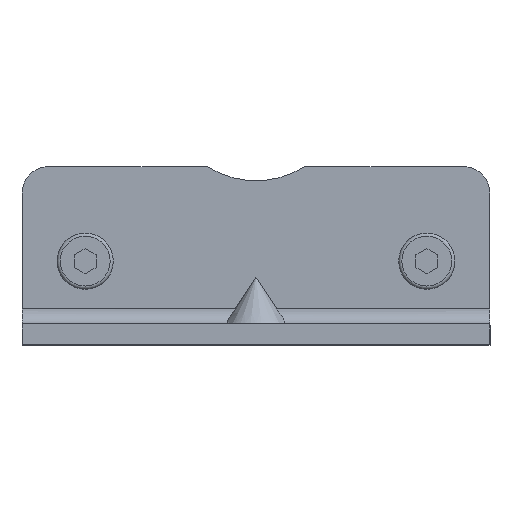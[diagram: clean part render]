
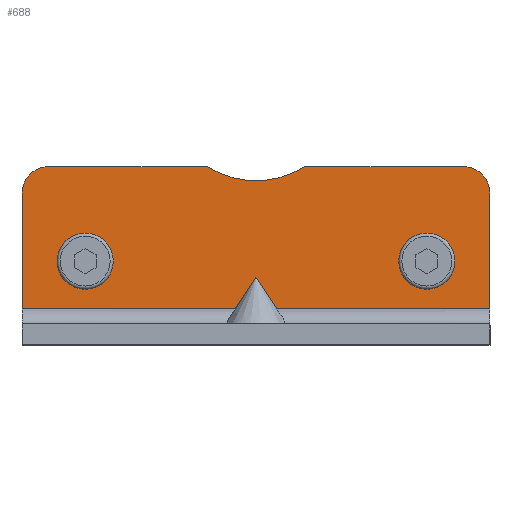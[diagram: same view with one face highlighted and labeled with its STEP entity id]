
A CAD part, top view. The second image highlights one B-rep face of the part: STEP entity #688.
In plain terms, the highlighted planar face has unit normal (0, 0, 1).
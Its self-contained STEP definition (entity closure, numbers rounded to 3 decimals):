
#53=PLANE('',#762);
#100=LINE('',#1099,#166);
#101=LINE('',#1101,#167);
#118=LINE('',#1146,#184);
#119=LINE('',#1150,#185);
#120=LINE('',#1154,#186);
#121=LINE('',#1155,#187);
#122=LINE('',#1156,#188);
#123=LINE('',#1157,#189);
#166=VECTOR('',#887,1000.);
#167=VECTOR('',#888,1000.);
#184=VECTOR('',#933,1000.);
#185=VECTOR('',#938,1000.);
#186=VECTOR('',#943,1000.);
#187=VECTOR('',#944,1000.);
#188=VECTOR('',#945,1000.);
#189=VECTOR('',#946,1000.);
#331=ORIENTED_EDGE('',*,*,#453,.T.);
#332=ORIENTED_EDGE('',*,*,#374,.T.);
#333=ORIENTED_EDGE('',*,*,#454,.T.);
#334=ORIENTED_EDGE('',*,*,#451,.F.);
#335=ORIENTED_EDGE('',*,*,#426,.T.);
#336=ORIENTED_EDGE('',*,*,#425,.F.);
#337=ORIENTED_EDGE('',*,*,#449,.F.);
#338=ORIENTED_EDGE('',*,*,#455,.F.);
#339=ORIENTED_EDGE('',*,*,#370,.T.);
#340=ORIENTED_EDGE('',*,*,#456,.T.);
#341=ORIENTED_EDGE('',*,*,#421,.F.);
#342=ORIENTED_EDGE('',*,*,#417,.T.);
#343=ORIENTED_EDGE('',*,*,#414,.T.);
#370=EDGE_CURVE('',#460,#459,#521,.T.);
#374=EDGE_CURVE('',#464,#463,#523,.T.);
#414=EDGE_CURVE('',#491,#491,#526,.T.);
#417=EDGE_CURVE('',#494,#494,#529,.T.);
#421=EDGE_CURVE('',#498,#496,#531,.T.);
#425=EDGE_CURVE('',#502,#503,#100,.T.);
#426=EDGE_CURVE('',#500,#503,#101,.T.);
#449=EDGE_CURVE('',#518,#502,#118,.T.);
#451=EDGE_CURVE('',#500,#519,#119,.T.);
#453=EDGE_CURVE('',#498,#464,#120,.T.);
#454=EDGE_CURVE('',#463,#519,#121,.T.);
#455=EDGE_CURVE('',#460,#518,#122,.T.);
#456=EDGE_CURVE('',#459,#496,#123,.T.);
#459=VERTEX_POINT('',#965);
#460=VERTEX_POINT('',#967);
#463=VERTEX_POINT('',#974);
#464=VERTEX_POINT('',#976);
#491=VERTEX_POINT('',#1060);
#494=VERTEX_POINT('',#1069);
#496=VERTEX_POINT('',#1073);
#498=VERTEX_POINT('',#1077);
#500=VERTEX_POINT('',#1088);
#502=VERTEX_POINT('',#1098);
#503=VERTEX_POINT('',#1100);
#518=VERTEX_POINT('',#1147);
#519=VERTEX_POINT('',#1151);
#521=CIRCLE('',#710,4.318);
#523=CIRCLE('',#713,4.318);
#526=CIRCLE('',#733,4.572);
#529=CIRCLE('',#739,4.572);
#531=CIRCLE('',#742,14.732);
#586=EDGE_LOOP('',(#331,#332,#333,#334,#335,#336,#337,#338,#339,#340,#341));
#587=EDGE_LOOP('',(#342));
#588=EDGE_LOOP('',(#343));
#638=FACE_BOUND('',#586,.T.);
#639=FACE_BOUND('',#587,.T.);
#640=FACE_BOUND('',#588,.T.);
#688=ADVANCED_FACE('',(#638,#639,#640),#53,.F.);
#710=AXIS2_PLACEMENT_3D('',#966,#776,#777);
#713=AXIS2_PLACEMENT_3D('',#975,#784,#785);
#733=AXIS2_PLACEMENT_3D('',#1059,#861,#862);
#739=AXIS2_PLACEMENT_3D('',#1068,#873,#874);
#742=AXIS2_PLACEMENT_3D('',#1078,#881,#882);
#762=AXIS2_PLACEMENT_3D('',#1153,#941,#942);
#776=DIRECTION('',(0.,0.,1.));
#777=DIRECTION('',(1.,0.,0.));
#784=DIRECTION('',(0.,0.,1.));
#785=DIRECTION('',(1.,0.,0.));
#861=DIRECTION('',(0.,0.,-1.));
#862=DIRECTION('',(0.,1.,0.));
#873=DIRECTION('',(0.,0.,-1.));
#874=DIRECTION('',(0.,1.,0.));
#881=DIRECTION('',(0.,0.,1.));
#882=DIRECTION('',(1.,0.,0.));
#887=DIRECTION('',(-0.555,0.832,0.));
#888=DIRECTION('',(0.555,0.832,0.));
#933=DIRECTION('',(-1.,0.,0.));
#938=DIRECTION('',(-1.,0.,0.));
#941=DIRECTION('',(0.,0.,-1.));
#942=DIRECTION('',(0.,1.,0.));
#943=DIRECTION('',(-1.,0.,0.));
#944=DIRECTION('',(0.,-1.,0.));
#945=DIRECTION('',(0.,-1.,0.));
#946=DIRECTION('',(-1.,0.,0.));
#965=CARTESIAN_POINT('',(33.782,-12.421,3.302));
#966=CARTESIAN_POINT('',(33.782,-16.739,3.302));
#967=CARTESIAN_POINT('',(38.1,-16.739,3.302));
#974=CARTESIAN_POINT('',(-38.1,-16.739,3.302));
#975=CARTESIAN_POINT('',(-33.782,-16.739,3.302));
#976=CARTESIAN_POINT('',(-33.782,-12.421,3.302));
#1059=CARTESIAN_POINT('',(27.813,-27.813,3.302));
#1060=CARTESIAN_POINT('',(27.813,-23.241,3.302));
#1068=CARTESIAN_POINT('',(-27.813,-27.813,3.302));
#1069=CARTESIAN_POINT('',(-27.813,-23.241,3.302));
#1073=CARTESIAN_POINT('',(7.922,-12.421,3.302));
#1077=CARTESIAN_POINT('',(-7.922,-12.421,3.302));
#1078=CARTESIAN_POINT('',(0.,0.,3.302));
#1088=CARTESIAN_POINT('',(-3.387,-35.56,3.302));
#1098=CARTESIAN_POINT('',(3.387,-35.56,3.302));
#1099=CARTESIAN_POINT('',(5.08,-38.1,3.302));
#1100=CARTESIAN_POINT('',(0.,-30.48,3.302));
#1101=CARTESIAN_POINT('',(-5.08,-38.1,3.302));
#1146=CARTESIAN_POINT('',(38.1,-35.56,3.302));
#1147=CARTESIAN_POINT('',(38.1,-35.56,3.302));
#1150=CARTESIAN_POINT('',(38.1,-35.56,3.302));
#1151=CARTESIAN_POINT('',(-38.1,-35.56,3.302));
#1153=CARTESIAN_POINT('',(38.1,-12.421,3.302));
#1154=CARTESIAN_POINT('',(38.1,-12.421,3.302));
#1155=CARTESIAN_POINT('',(-38.1,-12.421,3.302));
#1156=CARTESIAN_POINT('',(38.1,-12.421,3.302));
#1157=CARTESIAN_POINT('',(38.1,-12.421,3.302));
